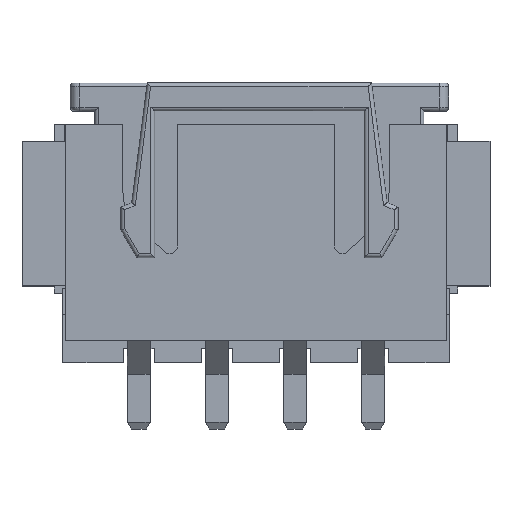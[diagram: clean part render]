
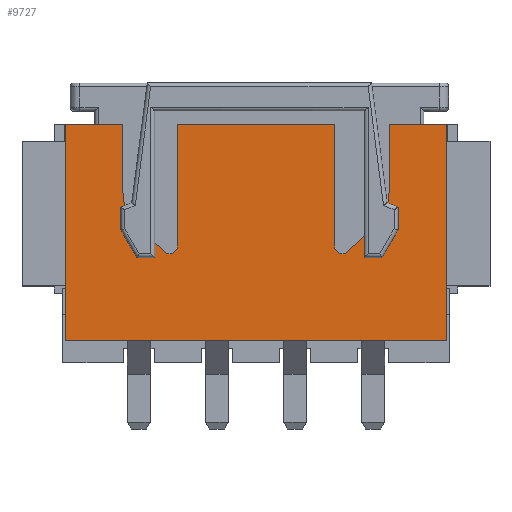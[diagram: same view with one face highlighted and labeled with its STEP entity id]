
A CAD part, top view. The second image highlights one B-rep face of the part: STEP entity #9727.
In plain terms, the highlighted planar face has unit normal (0, 0, 1).
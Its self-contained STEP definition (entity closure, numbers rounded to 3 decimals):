
#600=CIRCLE('',#10437,1.651);
#601=CIRCLE('',#10438,0.254);
#602=CIRCLE('',#10439,0.254);
#603=CIRCLE('',#10440,1.651);
#795=FACE_OUTER_BOUND('',#1357,.T.);
#1357=EDGE_LOOP('',(#7325,#7326,#7327,#7328,#7329,#7330,#7331,#7332,#7333,
#7334,#7335,#7336,#7337,#7338,#7339,#7340));
#2101=LINE('',#14224,#3269);
#2102=LINE('',#14228,#3270);
#2103=LINE('',#14232,#3271);
#2104=LINE('',#14235,#3272);
#2105=LINE('',#14237,#3273);
#2106=LINE('',#14241,#3274);
#2107=LINE('',#14245,#3275);
#2108=LINE('',#14247,#3276);
#2109=LINE('',#14249,#3277);
#2110=LINE('',#14251,#3278);
#2111=LINE('',#14253,#3279);
#2112=LINE('',#14254,#3280);
#3269=VECTOR('',#11761,1000.);
#3270=VECTOR('',#11764,1000.);
#3271=VECTOR('',#11767,1000.);
#3272=VECTOR('',#11770,1000.);
#3273=VECTOR('',#11771,1000.);
#3274=VECTOR('',#11774,1000.);
#3275=VECTOR('',#11777,1000.);
#3276=VECTOR('',#11778,1000.);
#3277=VECTOR('',#11779,1000.);
#3278=VECTOR('',#11780,1000.);
#3279=VECTOR('',#11781,1000.);
#3280=VECTOR('',#11782,1000.);
#4380=VERTEX_POINT('',#14218);
#4382=VERTEX_POINT('',#14222);
#4383=VERTEX_POINT('',#14226);
#4384=VERTEX_POINT('',#14227);
#4385=VERTEX_POINT('',#14229);
#4386=VERTEX_POINT('',#14231);
#4387=VERTEX_POINT('',#14233);
#4388=VERTEX_POINT('',#14236);
#4389=VERTEX_POINT('',#14238);
#4390=VERTEX_POINT('',#14240);
#4391=VERTEX_POINT('',#14242);
#4392=VERTEX_POINT('',#14244);
#4393=VERTEX_POINT('',#14246);
#4394=VERTEX_POINT('',#14248);
#4395=VERTEX_POINT('',#14250);
#4396=VERTEX_POINT('',#14252);
#5457=EDGE_CURVE('',#4380,#4382,#2101,.T.);
#5458=EDGE_CURVE('',#4383,#4384,#2102,.T.);
#5459=EDGE_CURVE('',#4383,#4385,#600,.T.);
#5460=EDGE_CURVE('',#4386,#4385,#2103,.T.);
#5461=EDGE_CURVE('',#4386,#4387,#601,.T.);
#5462=EDGE_CURVE('',#4380,#4387,#2104,.T.);
#5463=EDGE_CURVE('',#4388,#4382,#2105,.T.);
#5464=EDGE_CURVE('',#4388,#4389,#602,.T.);
#5465=EDGE_CURVE('',#4390,#4389,#2106,.T.);
#5466=EDGE_CURVE('',#4390,#4391,#603,.T.);
#5467=EDGE_CURVE('',#4392,#4391,#2107,.T.);
#5468=EDGE_CURVE('',#4392,#4393,#2108,.T.);
#5469=EDGE_CURVE('',#4394,#4393,#2109,.T.);
#5470=EDGE_CURVE('',#4395,#4394,#2110,.T.);
#5471=EDGE_CURVE('',#4395,#4396,#2111,.T.);
#5472=EDGE_CURVE('',#4396,#4384,#2112,.T.);
#7325=ORIENTED_EDGE('',*,*,#5458,.F.);
#7326=ORIENTED_EDGE('',*,*,#5459,.T.);
#7327=ORIENTED_EDGE('',*,*,#5460,.F.);
#7328=ORIENTED_EDGE('',*,*,#5461,.T.);
#7329=ORIENTED_EDGE('',*,*,#5462,.F.);
#7330=ORIENTED_EDGE('',*,*,#5457,.T.);
#7331=ORIENTED_EDGE('',*,*,#5463,.F.);
#7332=ORIENTED_EDGE('',*,*,#5464,.T.);
#7333=ORIENTED_EDGE('',*,*,#5465,.F.);
#7334=ORIENTED_EDGE('',*,*,#5466,.T.);
#7335=ORIENTED_EDGE('',*,*,#5467,.F.);
#7336=ORIENTED_EDGE('',*,*,#5468,.T.);
#7337=ORIENTED_EDGE('',*,*,#5469,.F.);
#7338=ORIENTED_EDGE('',*,*,#5470,.F.);
#7339=ORIENTED_EDGE('',*,*,#5471,.T.);
#7340=ORIENTED_EDGE('',*,*,#5472,.T.);
#9225=PLANE('',#10436);
#9727=ADVANCED_FACE('',(#795),#9225,.F.);
#10436=AXIS2_PLACEMENT_3D('',#14225,#11762,#11763);
#10437=AXIS2_PLACEMENT_3D('',#14230,#11765,#11766);
#10438=AXIS2_PLACEMENT_3D('',#14234,#11768,#11769);
#10439=AXIS2_PLACEMENT_3D('',#14239,#11772,#11773);
#10440=AXIS2_PLACEMENT_3D('',#14243,#11775,#11776);
#11761=DIRECTION('',(-1.,0.,0.));
#11762=DIRECTION('center_axis',(0.,0.,-1.));
#11763=DIRECTION('ref_axis',(-1.,0.,0.));
#11764=DIRECTION('',(0.,1.,0.));
#11765=DIRECTION('center_axis',(0.,0.,-1.));
#11766=DIRECTION('ref_axis',(-1.,0.,0.));
#11767=DIRECTION('',(0.732,0.681,0.));
#11768=DIRECTION('center_axis',(0.,0.,-1.));
#11769=DIRECTION('ref_axis',(-1.,0.,0.));
#11770=DIRECTION('',(0.,-1.,0.));
#11771=DIRECTION('',(0.,1.,0.));
#11772=DIRECTION('center_axis',(0.,0.,-1.));
#11773=DIRECTION('ref_axis',(-1.,0.,0.));
#11774=DIRECTION('',(0.732,-0.681,0.));
#11775=DIRECTION('center_axis',(0.,0.,-1.));
#11776=DIRECTION('ref_axis',(-1.,0.,0.));
#11777=DIRECTION('',(0.,-1.,0.));
#11778=DIRECTION('',(-1.,0.,0.));
#11779=DIRECTION('',(0.,1.,0.));
#11780=DIRECTION('',(-1.,0.,0.));
#11781=DIRECTION('',(0.,1.,0.));
#11782=DIRECTION('',(-1.,0.,0.));
#14218=CARTESIAN_POINT('',(2.553,9.906,5.918));
#14222=CARTESIAN_POINT('',(-2.553,9.906,5.918));
#14224=CARTESIAN_POINT('',(6.185,9.906,5.918));
#14225=CARTESIAN_POINT('Origin',(6.185,2.87,5.918));
#14226=CARTESIAN_POINT('',(4.331,7.733,5.918));
#14227=CARTESIAN_POINT('',(4.331,9.906,5.918));
#14228=CARTESIAN_POINT('',(4.331,7.014,5.918));
#14229=CARTESIAN_POINT('',(3.804,6.524,5.918));
#14230=CARTESIAN_POINT('Origin',(2.68,7.733,5.918));
#14231=CARTESIAN_POINT('',(2.98,5.757,5.918));
#14232=CARTESIAN_POINT('',(2.553,5.359,5.918));
#14233=CARTESIAN_POINT('',(2.553,5.943,5.918));
#14234=CARTESIAN_POINT('Origin',(2.807,5.943,5.918));
#14235=CARTESIAN_POINT('',(2.553,9.906,5.918));
#14236=CARTESIAN_POINT('',(-2.553,5.943,5.918));
#14237=CARTESIAN_POINT('',(-2.553,5.359,5.918));
#14238=CARTESIAN_POINT('',(-2.98,5.757,5.918));
#14239=CARTESIAN_POINT('Origin',(-2.807,5.943,5.918));
#14240=CARTESIAN_POINT('',(-3.804,6.524,5.918));
#14241=CARTESIAN_POINT('',(-4.331,7.014,5.918));
#14242=CARTESIAN_POINT('',(-4.331,7.733,5.918));
#14243=CARTESIAN_POINT('Origin',(-2.68,7.733,5.918));
#14244=CARTESIAN_POINT('',(-4.331,9.906,5.918));
#14245=CARTESIAN_POINT('',(-4.331,9.906,5.918));
#14246=CARTESIAN_POINT('',(-6.185,9.906,5.918));
#14247=CARTESIAN_POINT('',(6.185,9.906,5.918));
#14248=CARTESIAN_POINT('',(-6.185,2.87,5.918));
#14249=CARTESIAN_POINT('',(-6.185,2.87,5.918));
#14250=CARTESIAN_POINT('',(6.185,2.87,5.918));
#14251=CARTESIAN_POINT('',(6.185,2.87,5.918));
#14252=CARTESIAN_POINT('',(6.185,9.906,5.918));
#14253=CARTESIAN_POINT('',(6.185,2.87,5.918));
#14254=CARTESIAN_POINT('',(6.185,9.906,5.918));
